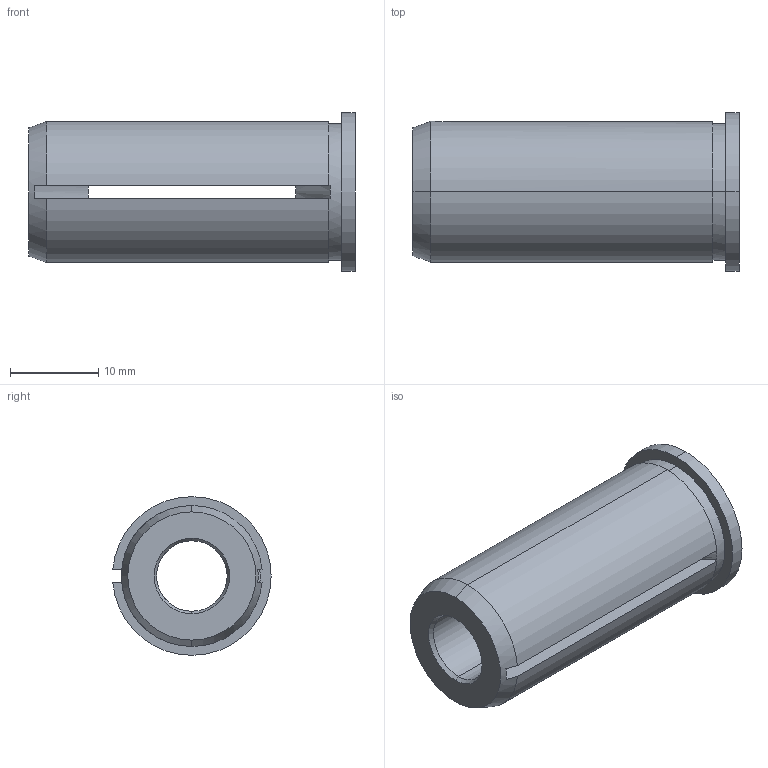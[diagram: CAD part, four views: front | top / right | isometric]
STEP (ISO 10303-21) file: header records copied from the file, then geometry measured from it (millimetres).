
FILE_DESCRIPTION (( 'STEP AP203' ), '1' );
FILE_NAME ('U08-U16.001.037_A.STEP', '2015-07-15T12:26:25', ( 'SwiAdmin' ), ( '' ), 'SwSTEP 2.0', 'SolidWorks 2012', '' );
FILE_SCHEMA (( 'CONFIG_CONTROL_DESIGN' ));
Length unit declared in the file: millimetre
Products named in the file (1): U08-U16.001.037_A
Bounding box: 37 x 17.97 x 18 mm (x, y, z)
Volume: 5214.2 mm3; surface area: 3525.7 mm2
Topology: 1 solids, 1 shells, 30 faces, 84 edges, 54 vertices
Faces by surface type: cylinder 13, plane 10, cone 7
Entity records: 1075 total; most frequent: CARTESIAN_POINT 197, DIRECTION 176, ORIENTED_EDGE 168, EDGE_CURVE 84, AXIS2_PLACEMENT_3D 69, VERTEX_POINT 54, VECTOR 38, CIRCLE 38
